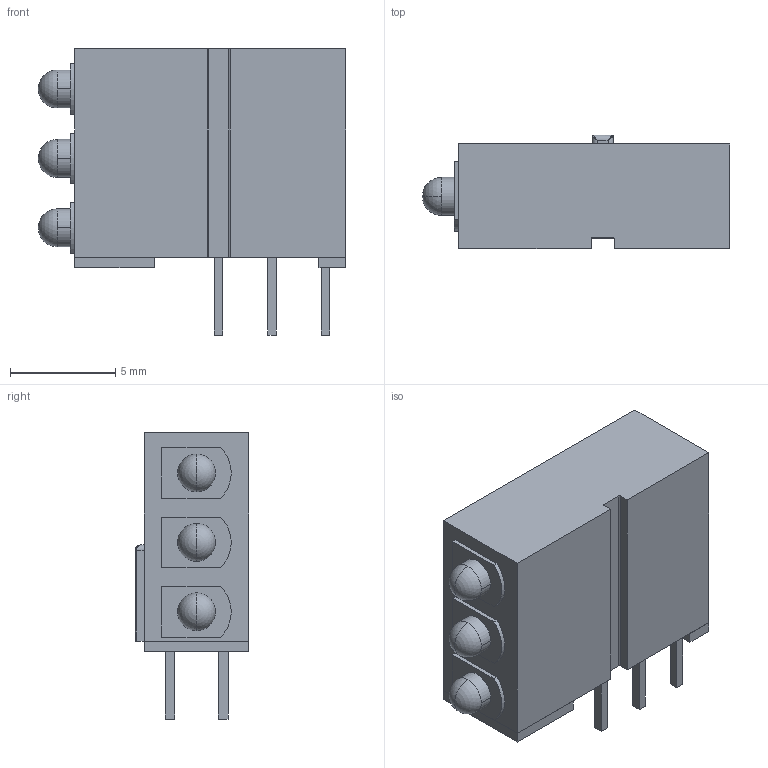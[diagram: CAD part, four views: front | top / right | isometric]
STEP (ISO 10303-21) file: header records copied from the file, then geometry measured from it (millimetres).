
FILE_DESCRIPTION((''),'2;1');
FILE_NAME('LED_DIALIGHT_570-0100-223F.stp','2011-02-21T14:56:25',(''),(''),'Mechanical Desktop 2011','Mechanical Desktop 2011',', , ');
FILE_SCHEMA(('AUTOMOTIVE_DESIGN { 1 2 10303 214 1 1 1 1 }'));
Length unit declared in the file: millimetre
Products named in the file (1): Product
Bounding box: 14.62 x 5.4 x 13.61 mm (x, y, z)
Volume: 656.5 mm3; surface area: 689.2 mm2
Topology: 20 solids, 20 shells, 122 faces, 254 edges, 164 vertices
Faces by surface type: plane 96, cylinder 16, sphere 6, bspline 4
Entity records: 3292 total; most frequent: CARTESIAN_POINT 633, DIRECTION 531, ORIENTED_EDGE 492, EDGE_CURVE 246, VECTOR 199, LINE 199, AXIS2_PLACEMENT_3D 166, VERTEX_POINT 164
